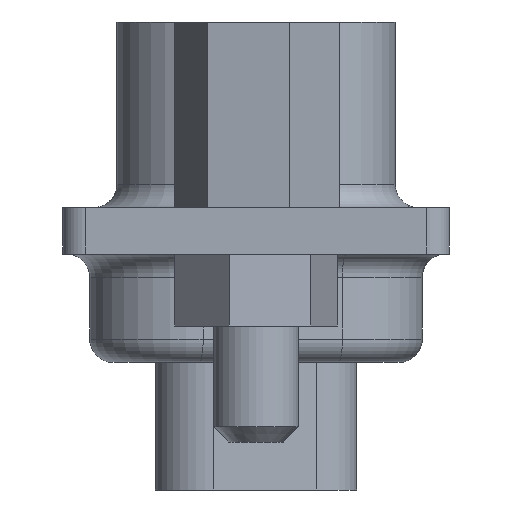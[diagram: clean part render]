
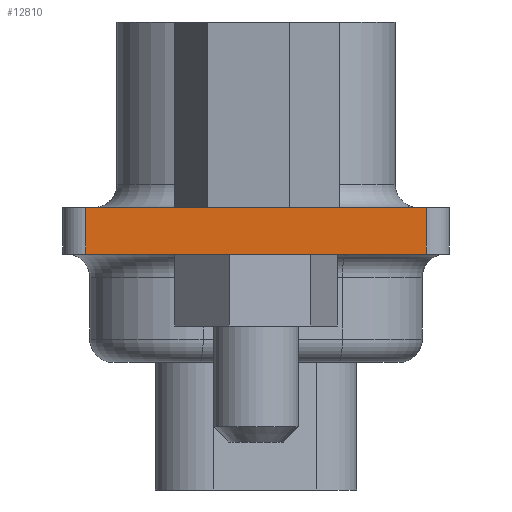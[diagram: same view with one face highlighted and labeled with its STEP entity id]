
A CAD part, left-side view. The second image highlights one B-rep face of the part: STEP entity #12810.
In plain terms, the highlighted planar face has unit normal (-1, 0, 0).
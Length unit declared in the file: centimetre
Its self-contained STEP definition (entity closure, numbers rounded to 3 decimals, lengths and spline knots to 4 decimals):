
#1744=VERTEX_POINT('',#16840);
#1746=VERTEX_POINT('',#16843);
#2606=VERTEX_POINT('',#22202);
#2607=VERTEX_POINT('',#22203);
#2873=VECTOR('',#13625,1.);
#3628=VECTOR('',#14884,1.);
#3663=VECTOR('',#14969,1.);
#3685=VECTOR('',#15016,1.);
#3918=LINE('',#16842,#2873);
#4673=LINE('',#22201,#3628);
#4708=LINE('',#22304,#3663);
#4730=LINE('',#22348,#3685);
#5219=EDGE_CURVE('',#1746,#1744,#3918,.T.);
#6575=EDGE_CURVE('',#2606,#2607,#4673,.T.);
#6626=EDGE_CURVE('',#2606,#1744,#4708,.T.);
#6648=EDGE_CURVE('',#2607,#1746,#4730,.T.);
#10452=ORIENTED_EDGE('',*,*,#5219,.T.);
#10453=ORIENTED_EDGE('',*,*,#6626,.F.);
#10454=ORIENTED_EDGE('',*,*,#6575,.T.);
#10455=ORIENTED_EDGE('',*,*,#6648,.T.);
#11303=EDGE_LOOP('',(#10452,#10453,#10454,#10455));
#12101=FACE_BOUND('',#11303,.T.);
#12810=ADVANCED_FACE('',(#12101),#22662,.T.);
#13298=AXIS2_PLACEMENT_3D('',#22349,#15017,$);
#13625=DIRECTION('',(0.,1.,0.));
#14884=DIRECTION('',(0.,-1.,0.));
#14969=DIRECTION('',(0.,0.,1.));
#15016=DIRECTION('',(0.,0.,1.));
#15017=DIRECTION('',(-1.,0.,0.));
#16840=CARTESIAN_POINT('',(-1.5494,0.5588,0.0762));
#16842=CARTESIAN_POINT('',(-1.5494,0.5588,0.0762));
#16843=CARTESIAN_POINT('',(-1.5494,-0.5588,0.0762));
#22201=CARTESIAN_POINT('',(-1.5494,0.5588,-0.0762));
#22202=CARTESIAN_POINT('',(-1.5494,0.5588,-0.0762));
#22203=CARTESIAN_POINT('',(-1.5494,-0.5588,-0.0762));
#22304=CARTESIAN_POINT('',(-1.5494,0.5588,-0.0762));
#22348=CARTESIAN_POINT('',(-1.5494,-0.5588,-0.0762));
#22349=CARTESIAN_POINT('',(-1.5494,0.,-0.0762));
#22662=PLANE('',#13298);
